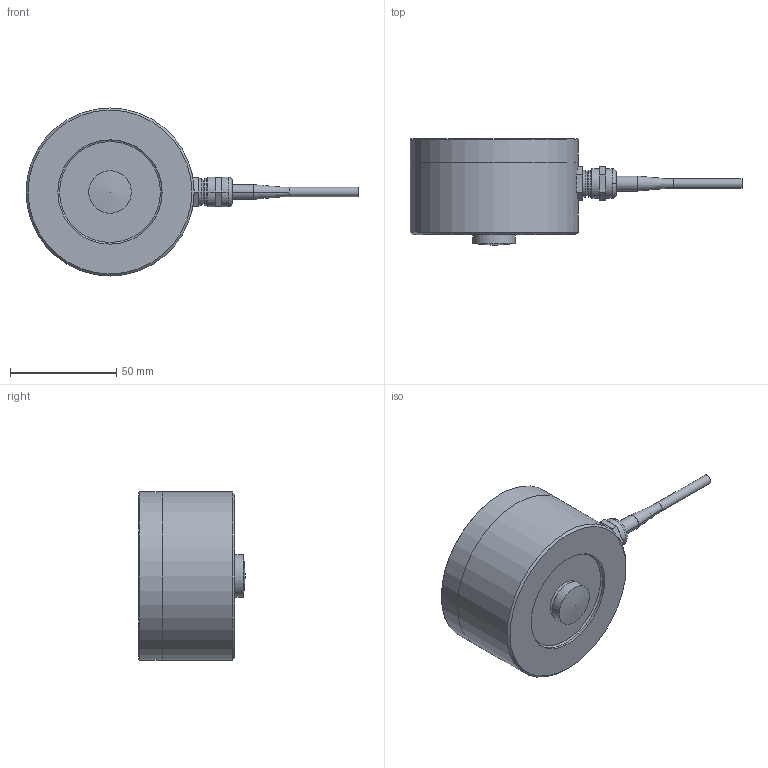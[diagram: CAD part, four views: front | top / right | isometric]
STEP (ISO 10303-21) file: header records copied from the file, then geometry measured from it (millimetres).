
FILE_DESCRIPTION( ( 'Unknown' ), '1' );
FILE_NAME( 'K13b-100kN.stp', 'Unknown', ( 'Unknown' ), ( 'Unknown' ), 'PSStep 17.0.49', 'Unknown', ' ' );
FILE_SCHEMA( ( 'AUTOMOTIVE_DESIGN { 1 0 10303 214 1 1 1 1 }' ) );
Length unit declared in the file: millimetre
Products named in the file (8): Assem1; 1502-001_doc-00056155; 1502-003_doc-00057472; m12x1,5_doc-00010622; Zylinderschraube DIN 912-M5x12; Zylinderschraube DIN 912-M5x12-oa0; Zylinderschraube DIN 912-M5x12-oa1; kabeldurchmesser 4_doc-00040332
Assembly tree (7 placements, depth 2):
  Assem1
    1502-001_doc-00056155
    1502-003_doc-00057472
    m12x1,5_doc-00010622
    Zylinderschraube DIN 912-M5x12
    Zylinderschraube DIN 912-M5x12-oa0
    Zylinderschraube DIN 912-M5x12-oa1
    kabeldurchmesser 4_doc-00040332
Bounding box: 156.06 x 50 x 79 mm (x, y, z)
Volume: 221506.3 mm3; surface area: 37332.6 mm2
Topology: 7 solids, 7 shells, 165 faces, 355 edges, 223 vertices
Faces by surface type: plane 76, cylinder 48, cone 33, torus 7, sphere 1
Full cylindrical faces by diameter (mm): 4.019 x3, 4.134 x6, 4.5 x1, 5 x6, 5.3 x3, 8.5 x3, 10 x3, 17 x1, 20 x1, 49 x1, 79 x2
Entity records: 6441 total; most frequent: CARTESIAN_POINT 2018, ORIENTED_EDGE 554, DIRECTION 528, EDGE_CURVE 277, AXIS2_PLACEMENT_3D 246, EDGE_LOOP 246, VERTEX_POINT 209, FACE_OUTER_BOUND 200
